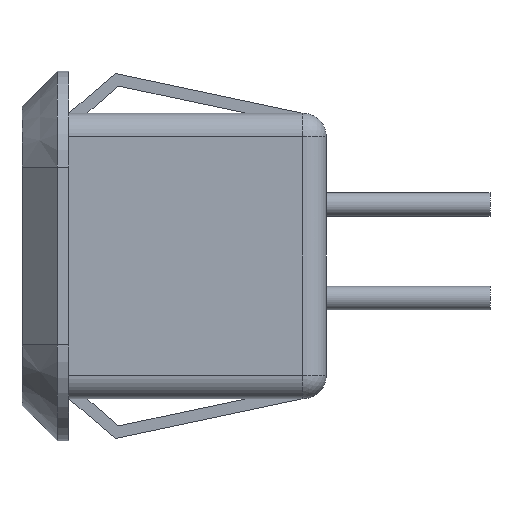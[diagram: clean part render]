
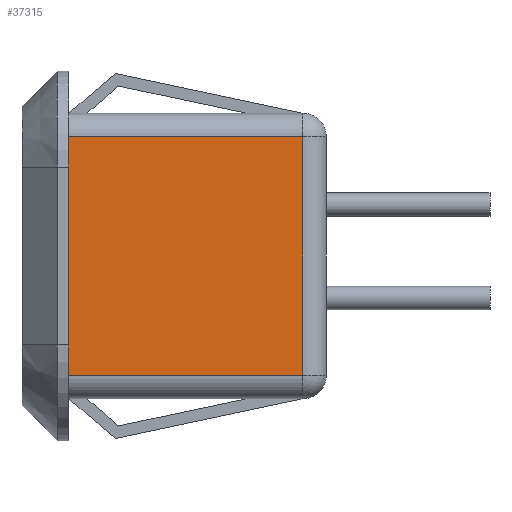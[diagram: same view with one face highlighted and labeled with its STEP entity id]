
A CAD part, left-side view. The second image highlights one B-rep face of the part: STEP entity #37315.
In plain terms, the highlighted planar face has unit normal (-1, 0, 0).
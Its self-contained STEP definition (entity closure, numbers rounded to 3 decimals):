
#2399=PLANE('',#39617);
#4296=FACE_OUTER_BOUND('',#6313,.T.);
#6313=EDGE_LOOP('',(#35162,#35163,#35164,#35165));
#10761=LINE('',#66862,#15231);
#10769=LINE('',#66895,#15239);
#10780=LINE('',#66921,#15250);
#10781=LINE('',#66924,#15251);
#15231=VECTOR('',#48486,10.);
#15239=VECTOR('',#48528,10.);
#15250=VECTOR('',#48557,10.);
#15251=VECTOR('',#48562,10.);
#19139=VERTEX_POINT('',#66859);
#19140=VERTEX_POINT('',#66861);
#19148=VERTEX_POINT('',#66893);
#19154=VERTEX_POINT('',#66920);
#24466=EDGE_CURVE('',#19139,#19140,#10761,.T.);
#24484=EDGE_CURVE('',#19148,#19139,#10769,.T.);
#24497=EDGE_CURVE('',#19154,#19140,#10780,.T.);
#24499=EDGE_CURVE('',#19154,#19148,#10781,.T.);
#35162=ORIENTED_EDGE('',*,*,#24466,.F.);
#35163=ORIENTED_EDGE('',*,*,#24484,.F.);
#35164=ORIENTED_EDGE('',*,*,#24499,.F.);
#35165=ORIENTED_EDGE('',*,*,#24497,.T.);
#37315=ADVANCED_FACE('',(#4296),#2399,.T.);
#39617=AXIS2_PLACEMENT_3D('',#66923,#48560,#48561);
#48486=DIRECTION('',(0.,0.,-1.));
#48528=DIRECTION('',(0.,-1.,0.));
#48557=DIRECTION('',(0.,-1.,0.));
#48560=DIRECTION('center_axis',(-1.,0.,0.));
#48561=DIRECTION('ref_axis',(0.,0.,-1.));
#48562=DIRECTION('',(0.,0.,1.));
#66859=CARTESIAN_POINT('',(-2.6,-10.,8.9));
#66861=CARTESIAN_POINT('',(-2.6,-10.,-1.3));
#66862=CARTESIAN_POINT('',(-2.6,-10.,6.35));
#66893=CARTESIAN_POINT('',(-2.6,0.,8.9));
#66895=CARTESIAN_POINT('',(-2.6,0.,8.9));
#66920=CARTESIAN_POINT('',(-2.6,0.,-1.3));
#66921=CARTESIAN_POINT('',(-2.6,0.,-1.3));
#66923=CARTESIAN_POINT('Origin',(-2.6,0.,8.9));
#66924=CARTESIAN_POINT('',(-2.6,0.,6.35));
